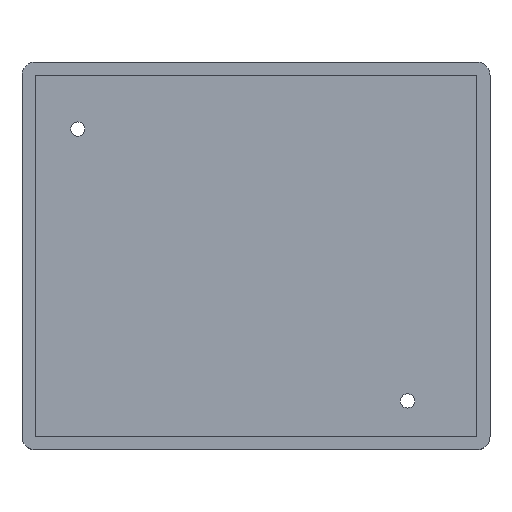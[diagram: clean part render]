
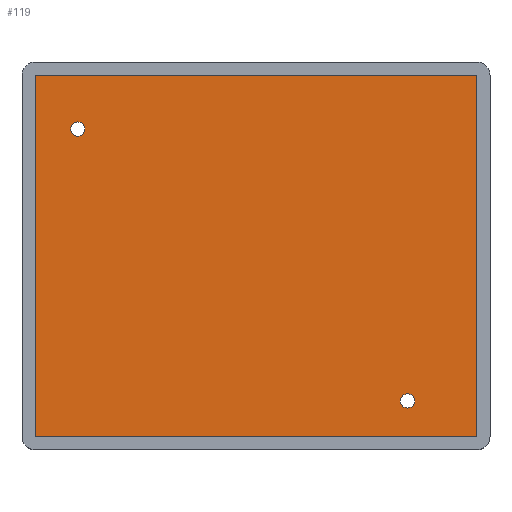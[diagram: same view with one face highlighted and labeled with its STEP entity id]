
A CAD part, top view. The second image highlights one B-rep face of the part: STEP entity #119.
In plain terms, the highlighted planar face has unit normal (0, 0, 1).
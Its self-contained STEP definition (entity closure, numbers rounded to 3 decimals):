
#22 = VERTEX_POINT('',#23);
#23 = CARTESIAN_POINT('',(-29.5,-51.,0.));
#40 = VERTEX_POINT('',#41);
#41 = CARTESIAN_POINT('',(-29.5,-132.,0.));
#47 = EDGE_CURVE('',#22,#40,#48,.T.);
#48 = LINE('',#49,#50);
#49 = CARTESIAN_POINT('',(-29.5,-51.,0.));
#50 = VECTOR('',#51,1.);
#51 = DIRECTION('',(0.,-1.,0.));
#62 = VERTEX_POINT('',#63);
#63 = CARTESIAN_POINT('',(69.5,-51.,0.));
#78 = EDGE_CURVE('',#62,#22,#79,.T.);
#79 = LINE('',#80,#81);
#80 = CARTESIAN_POINT('',(69.5,-51.,0.));
#81 = VECTOR('',#82,1.);
#82 = DIRECTION('',(-1.,0.,0.));
#102 = VERTEX_POINT('',#103);
#103 = CARTESIAN_POINT('',(69.5,-132.,0.));
#109 = EDGE_CURVE('',#40,#102,#110,.T.);
#110 = LINE('',#111,#112);
#111 = CARTESIAN_POINT('',(-29.5,-132.,0.));
#112 = VECTOR('',#113,1.);
#113 = DIRECTION('',(1.,0.,0.));
#119 = ADVANCED_FACE('',(#120,#131,#142),#153,.T.);
#120 = FACE_BOUND('',#121,.T.);
#121 = EDGE_LOOP('',(#122,#123,#124,#130));
#122 = ORIENTED_EDGE('',*,*,#47,.T.);
#123 = ORIENTED_EDGE('',*,*,#109,.T.);
#124 = ORIENTED_EDGE('',*,*,#125,.T.);
#125 = EDGE_CURVE('',#102,#62,#126,.T.);
#126 = LINE('',#127,#128);
#127 = CARTESIAN_POINT('',(69.5,-132.,0.));
#128 = VECTOR('',#129,1.);
#129 = DIRECTION('',(0.,1.,0.));
#130 = ORIENTED_EDGE('',*,*,#78,.T.);
#131 = FACE_BOUND('',#132,.T.);
#132 = EDGE_LOOP('',(#133));
#133 = ORIENTED_EDGE('',*,*,#134,.F.);
#134 = EDGE_CURVE('',#135,#135,#137,.T.);
#135 = VERTEX_POINT('',#136);
#136 = CARTESIAN_POINT('',(55.6,-124.,0.));
#137 = CIRCLE('',#138,1.6);
#138 = AXIS2_PLACEMENT_3D('',#139,#140,#141);
#139 = CARTESIAN_POINT('',(54.,-124.,0.));
#140 = DIRECTION('',(0.,0.,1.));
#141 = DIRECTION('',(1.,0.,0.));
#142 = FACE_BOUND('',#143,.T.);
#143 = EDGE_LOOP('',(#144));
#144 = ORIENTED_EDGE('',*,*,#145,.F.);
#145 = EDGE_CURVE('',#146,#146,#148,.T.);
#146 = VERTEX_POINT('',#147);
#147 = CARTESIAN_POINT('',(-18.4,-63.,0.));
#148 = CIRCLE('',#149,1.6);
#149 = AXIS2_PLACEMENT_3D('',#150,#151,#152);
#150 = CARTESIAN_POINT('',(-20.,-63.,0.));
#151 = DIRECTION('',(0.,0.,1.));
#152 = DIRECTION('',(1.,0.,0.));
#153 = PLANE('',#154);
#154 = AXIS2_PLACEMENT_3D('',#155,#156,#157);
#155 = CARTESIAN_POINT('',(20.,-91.5,0.));
#156 = DIRECTION('',(0.,0.,1.));
#157 = DIRECTION('',(1.,0.,0.));
